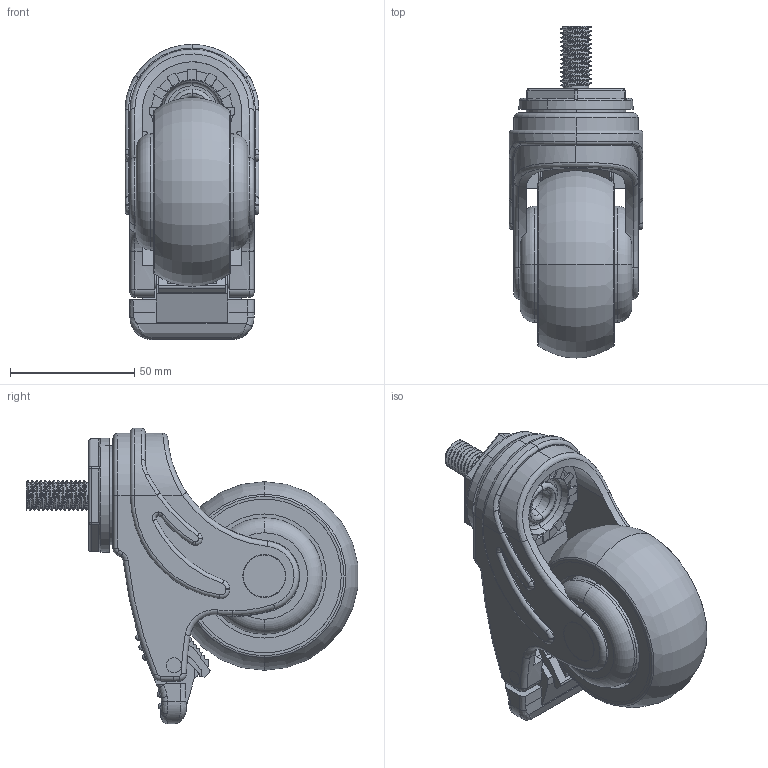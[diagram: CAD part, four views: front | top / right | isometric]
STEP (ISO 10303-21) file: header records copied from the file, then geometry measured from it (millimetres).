
FILE_DESCRIPTION (( 'STEP AP203' ), '1' );
FILE_NAME ('03. ACMC-76SSB.STEP', '2020-02-19T02:14:56', ( '' ), ( '' ), 'SwSTEP 2.0', 'SolidWorks 2019', '' );
FILE_SCHEMA (( 'CONFIG_CONTROL_DESIGN' ));
Length unit declared in the file: millimetre
Products named in the file (6): ACMC-76 F TOP PLATE COVER; ACMC-76 WHEEL; ACMC-76 BRAKE; 03. ACMC-76SSB; ACMC-76 BRAKE FRAME; ACMC-76 S TOP PLATE
Assembly tree (5 placements, depth 2):
  03. ACMC-76SSB
    ACMC-76 BRAKE FRAME
    ACMC-76 S TOP PLATE
    ACMC-76 F TOP PLATE COVER
    ACMC-76 WHEEL
    ACMC-76 BRAKE
Bounding box: 54 x 133.72 x 119 mm (x, y, z)
Volume: 251961.2 mm3; surface area: 62883.3 mm2
Topology: 5 solids, 5 shells, 585 faces, 1522 edges, 967 vertices
Faces by surface type: cylinder 229, plane 205, torus 99, bspline 32, cone 14, sphere 6
Entity records: 27137 total; most frequent: CARTESIAN_POINT 12324, ORIENTED_EDGE 3032, DIRECTION 3004, EDGE_CURVE 1516, AXIS2_PLACEMENT_3D 1188, VERTEX_POINT 967, LINE 628, VECTOR 628
